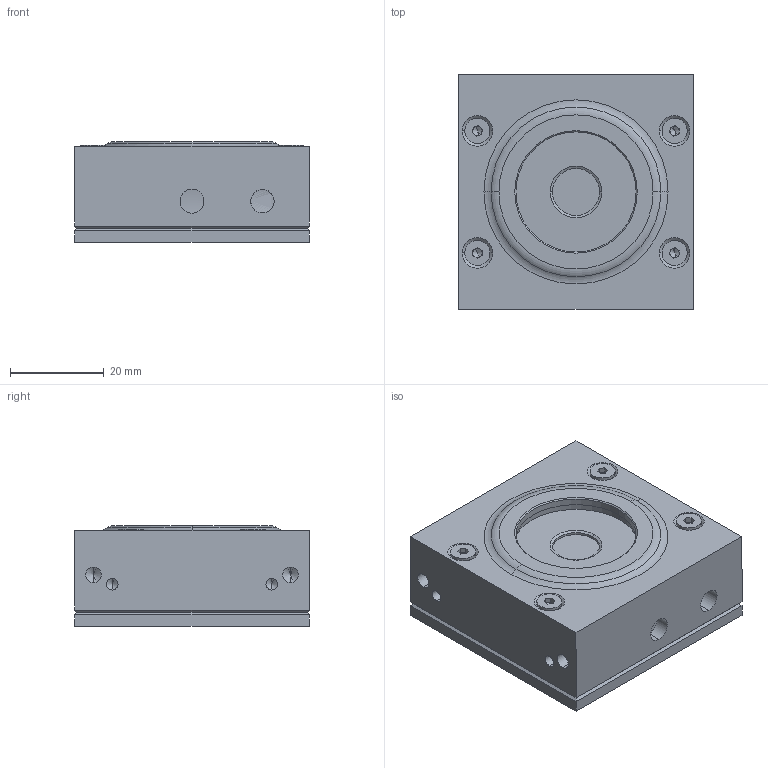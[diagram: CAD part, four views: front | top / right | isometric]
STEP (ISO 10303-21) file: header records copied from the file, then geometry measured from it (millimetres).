
FILE_DESCRIPTION (( 'STEP AP203' ), '1' );
FILE_NAME ('SK-9681 UP10K-2S-H5-L.STEP', '2017-07-25T13:17:17', ( '' ), ( '' ), 'SwSTEP 2.0', 'SolidWorks 2016', '' );
FILE_SCHEMA (( 'CONFIG_CONTROL_DESIGN' ));
Length unit declared in the file: millimetre
Products named in the file (1): SK-9681 UP10K-2S-H5-L
Bounding box: 50 x 50 x 21.5 mm (x, y, z)
Volume: 49464.4 mm3; surface area: 11890.3 mm2
Topology: 1 solids, 5 shells, 234 faces, 538 edges, 317 vertices
Faces by surface type: plane 87, cylinder 72, cone 63, torus 12
Entity records: 6786 total; most frequent: CARTESIAN_POINT 1365, DIRECTION 1209, ORIENTED_EDGE 1032, EDGE_CURVE 516, AXIS2_PLACEMENT_3D 473, VERTEX_POINT 317, EDGE_LOOP 269, VECTOR 263
